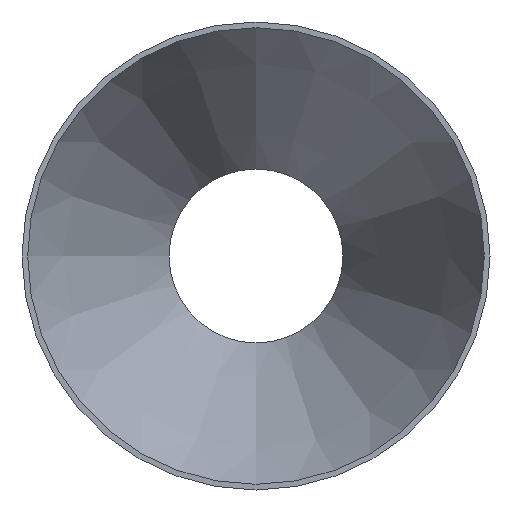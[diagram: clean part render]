
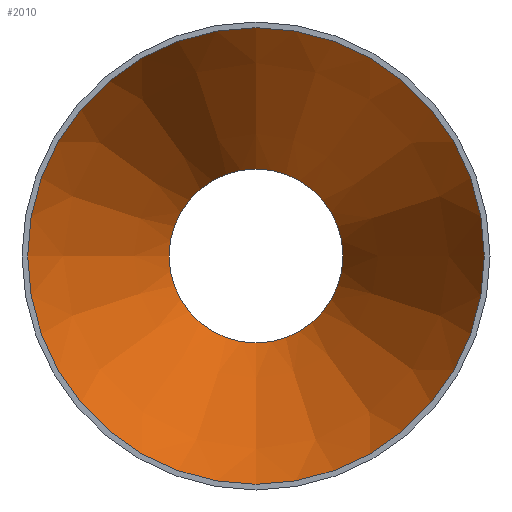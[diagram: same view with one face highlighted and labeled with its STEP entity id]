
A CAD part, front view. The second image highlights one B-rep face of the part: STEP entity #2010.
In plain terms, the highlighted conical face has half-angle 24.867 degrees and reference radius 133.193 mm.
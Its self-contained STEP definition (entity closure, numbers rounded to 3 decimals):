
#814 = AXIS2_PLACEMENT_3D ( 'NONE', #33852, #10583, #6918 ) ;
#823 = CARTESIAN_POINT ( 'NONE',  ( 0., 0., 0. ) ) ;
#2010 = ADVANCED_FACE ( 'NONE', ( #3593, #27916 ), #7608, .F. ) ;
#3147 = DIRECTION ( 'NONE',  ( 0., 0., -1. ) ) ;
#3593 = FACE_BOUND ( 'NONE', #7702, .T. ) ;
#3993 = DIRECTION ( 'NONE',  ( 0., 0., -1. ) ) ;
#4601 = EDGE_LOOP ( 'NONE', ( #17237 ) ) ;
#6918 = DIRECTION ( 'NONE',  ( 0., 0., -1. ) ) ;
#7608 = CONICAL_SURFACE ( 'NONE', #12641, 133.193, 0.434 ) ;
#7702 = EDGE_LOOP ( 'NONE', ( #31497 ) ) ;
#10151 = CARTESIAN_POINT ( 'NONE',  ( 0., 178., -50.693 ) ) ;
#10583 = DIRECTION ( 'NONE',  ( 0., -1., 0. ) ) ;
#12641 = AXIS2_PLACEMENT_3D ( 'NONE', #823, #16036, #3993 ) ;
#15198 = DIRECTION ( 'NONE',  ( 0., -1., 0. ) ) ;
#16036 = DIRECTION ( 'NONE',  ( 0., -1., 0. ) ) ;
#17237 = ORIENTED_EDGE ( 'NONE', *, *, #37642, .T. ) ;
#19051 = VERTEX_POINT ( 'NONE', #10151 ) ;
#23342 = EDGE_CURVE ( 'NONE', #19051, #19051, #24088, .T. ) ;
#24088 = CIRCLE ( 'NONE', #814, 50.693 ) ;
#27916 = FACE_OUTER_BOUND ( 'NONE', #4601, .T. ) ;
#30255 = CARTESIAN_POINT ( 'NONE',  ( 0., 0., 0. ) ) ;
#31497 = ORIENTED_EDGE ( 'NONE', *, *, #23342, .F. ) ;
#33852 = CARTESIAN_POINT ( 'NONE',  ( 0., 178., 0. ) ) ;
#33944 = CARTESIAN_POINT ( 'NONE',  ( 0., 0., -133.193 ) ) ;
#36713 = VERTEX_POINT ( 'NONE', #33944 ) ;
#37256 = CIRCLE ( 'NONE', #37887, 133.193 ) ;
#37642 = EDGE_CURVE ( 'NONE', #36713, #36713, #37256, .T. ) ;
#37887 = AXIS2_PLACEMENT_3D ( 'NONE', #30255, #15198, #3147 ) ;
